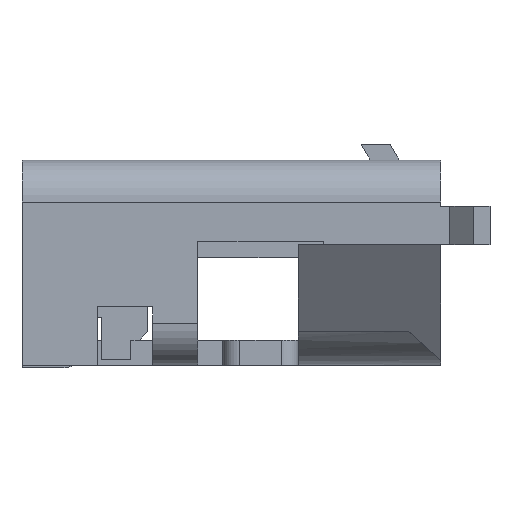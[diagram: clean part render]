
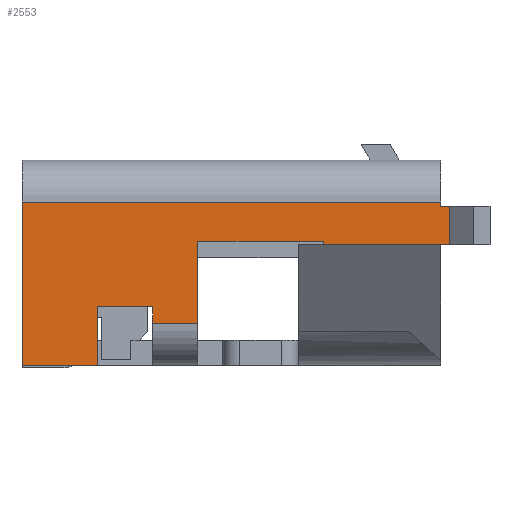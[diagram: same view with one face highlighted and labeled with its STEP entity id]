
A CAD part, left-side view. The second image highlights one B-rep face of the part: STEP entity #2553.
In plain terms, the highlighted planar face has unit normal (-1, 0, 0).
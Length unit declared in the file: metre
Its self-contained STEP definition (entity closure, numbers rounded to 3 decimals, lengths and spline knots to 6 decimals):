
#1515 = EDGE_CURVE( '', #4363, #4364, #4365, .T. );
#1677 = EDGE_CURVE( '', #4653, #4654, #4655, .T. );
#1731 = EDGE_CURVE( '', #4690, #4363, #4743, .T. );
#1755 = EDGE_CURVE( '', #4782, #4783, #4784, .T. );
#1829 = EDGE_CURVE( '', #4782, #4905, #4906, .T. );
#1861 = EDGE_CURVE( '', #4953, #4954, #4955, .T. );
#2103 = EDGE_CURVE( '', #4364, #5326, #5327, .T. );
#2281 = EDGE_CURVE( '', #4690, #5593, #5594, .T. );
#2435 = EDGE_CURVE( '', #5820, #4954, #5821, .T. );
#2553 = ADVANCED_FACE( '', ( #5980 ), #5981, .T. );
#3013 = EDGE_CURVE( '', #5326, #4953, #6580, .T. );
#3187 = EDGE_CURVE( '', #4905, #5820, #6788, .T. );
#3211 = EDGE_CURVE( '', #4783, #6815, #6816, .T. );
#3465 = EDGE_CURVE( '', #5593, #4654, #7123, .T. );
#3695 = EDGE_CURVE( '', #6643, #6815, #7391, .T. );
#3821 = EDGE_CURVE( '', #4653, #6643, #7536, .T. );
#4363 = VERTEX_POINT( '', #8198 );
#4364 = VERTEX_POINT( '', #8199 );
#4365 = LINE( '', #8200, #8201 );
#4653 = VERTEX_POINT( '', #8611 );
#4654 = VERTEX_POINT( '', #8612 );
#4655 = LINE( '', #8613, #8614 );
#4690 = VERTEX_POINT( '', #8666 );
#4743 = LINE( '', #8735, #8736 );
#4782 = VERTEX_POINT( '', #8791 );
#4783 = VERTEX_POINT( '', #8792 );
#4784 = LINE( '', #8793, #8794 );
#4905 = VERTEX_POINT( '', #8966 );
#4906 = LINE( '', #8967, #8968 );
#4953 = VERTEX_POINT( '', #9038 );
#4954 = VERTEX_POINT( '', #9039 );
#4955 = LINE( '', #9040, #9041 );
#5326 = VERTEX_POINT( '', #9581 );
#5327 = LINE( '', #9582, #9583 );
#5593 = VERTEX_POINT( '', #9977 );
#5594 = LINE( '', #9978, #9979 );
#5820 = VERTEX_POINT( '', #10315 );
#5821 = LINE( '', #10316, #10317 );
#5980 = FACE_OUTER_BOUND( '', #10555, .T. );
#5981 = PLANE( '', #10556 );
#6580 = LINE( '', #11485, #11486 );
#6643 = VERTEX_POINT( '', #11584 );
#6788 = LINE( '', #11816, #11817 );
#6815 = VERTEX_POINT( '', #11861 );
#6816 = LINE( '', #11862, #11863 );
#7123 = LINE( '', #12326, #12327 );
#7391 = LINE( '', #12752, #12753 );
#7536 = LINE( '', #12979, #12980 );
#8198 = CARTESIAN_POINT( '', ( -0.00375, 0.0019, 0.000036 ) );
#8199 = CARTESIAN_POINT( '', ( -0.00375, 0.0019, 0.000736 ) );
#8200 = CARTESIAN_POINT( '', ( -0.00375, 0.0019, 0.000036 ) );
#8201 = VECTOR( '', #13733, 1. );
#8611 = CARTESIAN_POINT( '', ( -0.00375, -0.0022, 0.001936 ) );
#8612 = CARTESIAN_POINT( '', ( -0.00375, -0.0022, 0.001986 ) );
#8613 = CARTESIAN_POINT( '', ( -0.00375, -0.0022, 0.001936 ) );
#8614 = VECTOR( '', #13954, 1. );
#8666 = CARTESIAN_POINT( '', ( -0.00375, 0.0028, 0.000036 ) );
#8735 = CARTESIAN_POINT( '', ( -0.00375, 0.0028, 0.000036 ) );
#8736 = VECTOR( '', #14050, 1. );
#8791 = CARTESIAN_POINT( '', ( -0.00375, -0.0008, 0.001476 ) );
#8792 = CARTESIAN_POINT( '', ( -0.00375, -0.0022, 0.001476 ) );
#8793 = CARTESIAN_POINT( '', ( -0.00375, -0.0022, 0.001476 ) );
#8794 = VECTOR( '', #14090, 1. );
#8966 = CARTESIAN_POINT( '', ( -0.00375, -0.0008, 0.001516 ) );
#8967 = CARTESIAN_POINT( '', ( -0.00375, -0.0008, 0.000536 ) );
#8968 = VECTOR( '', #14200, 1. );
#9038 = CARTESIAN_POINT( '', ( -0.00375, 0.00124, 0.000536 ) );
#9039 = CARTESIAN_POINT( '', ( -0.00375, 0.0007, 0.000536 ) );
#9040 = CARTESIAN_POINT( '', ( -0.00375, 0.00124, 0.000536 ) );
#9041 = VECTOR( '', #14241, 1. );
#9581 = CARTESIAN_POINT( '', ( -0.00375, 0.00124, 0.000736 ) );
#9582 = CARTESIAN_POINT( '', ( -0.00375, 0.0019, 0.000736 ) );
#9583 = VECTOR( '', #14676, 1. );
#9977 = CARTESIAN_POINT( '', ( -0.00375, 0.0028, 0.001986 ) );
#9978 = CARTESIAN_POINT( '', ( -0.00375, 0.0028, 0.000036 ) );
#9979 = VECTOR( '', #14943, 1. );
#10315 = CARTESIAN_POINT( '', ( -0.00375, 0.0007, 0.001516 ) );
#10316 = CARTESIAN_POINT( '', ( -0.00375, 0.0007, 0.001516 ) );
#10317 = VECTOR( '', #15203, 1. );
#10555 = EDGE_LOOP( '', ( #15451, #15452, #15453, #15454, #15455, #15456, #15457, #15458, #15459, #15460, #15461, #15462, #15463, #15464, #15465 ) );
#10556 = AXIS2_PLACEMENT_3D( '', #15466, #15467, #15468 );
#11485 = CARTESIAN_POINT( '', ( -0.00375, 0.00124, 0.000736 ) );
#11486 = VECTOR( '', #16197, 1. );
#11584 = CARTESIAN_POINT( '', ( -0.00375, -0.002312, 0.001936 ) );
#11816 = CARTESIAN_POINT( '', ( -0.00375, -0.0008, 0.001516 ) );
#11817 = VECTOR( '', #16496, 1. );
#11861 = CARTESIAN_POINT( '', ( -0.00375, -0.002312, 0.001476 ) );
#11862 = CARTESIAN_POINT( '', ( -0.00375, -0.0022, 0.001476 ) );
#11863 = VECTOR( '', #16528, 1. );
#12326 = CARTESIAN_POINT( '', ( -0.00375, 0.0028, 0.001986 ) );
#12327 = VECTOR( '', #17078, 1. );
#12752 = CARTESIAN_POINT( '', ( -0.00375, -0.002312, 0.001936 ) );
#12753 = VECTOR( '', #17464, 1. );
#12979 = CARTESIAN_POINT( '', ( -0.00375, -0.0022, 0.001936 ) );
#12980 = VECTOR( '', #17697, 1. );
#13733 = DIRECTION( '', ( 0., 0., 1. ) );
#13954 = DIRECTION( '', ( 0., 0., 1. ) );
#14050 = DIRECTION( '', ( 0., -1., 0. ) );
#14090 = DIRECTION( '', ( 0., -1., 0. ) );
#14200 = DIRECTION( '', ( 0., 0., 1. ) );
#14241 = DIRECTION( '', ( 0., -1., 0. ) );
#14676 = DIRECTION( '', ( 0., -1., 0. ) );
#14943 = DIRECTION( '', ( 0., 0., 1. ) );
#15203 = DIRECTION( '', ( 0., 0., -1. ) );
#15451 = ORIENTED_EDGE( '', *, *, #1755, .T. );
#15452 = ORIENTED_EDGE( '', *, *, #3211, .T. );
#15453 = ORIENTED_EDGE( '', *, *, #3695, .F. );
#15454 = ORIENTED_EDGE( '', *, *, #3821, .F. );
#15455 = ORIENTED_EDGE( '', *, *, #1677, .T. );
#15456 = ORIENTED_EDGE( '', *, *, #3465, .F. );
#15457 = ORIENTED_EDGE( '', *, *, #2281, .F. );
#15458 = ORIENTED_EDGE( '', *, *, #1731, .T. );
#15459 = ORIENTED_EDGE( '', *, *, #1515, .T. );
#15460 = ORIENTED_EDGE( '', *, *, #2103, .T. );
#15461 = ORIENTED_EDGE( '', *, *, #3013, .T. );
#15462 = ORIENTED_EDGE( '', *, *, #1861, .T. );
#15463 = ORIENTED_EDGE( '', *, *, #2435, .F. );
#15464 = ORIENTED_EDGE( '', *, *, #3187, .F. );
#15465 = ORIENTED_EDGE( '', *, *, #1829, .F. );
#15466 = CARTESIAN_POINT( '', ( -0.00375, -0.0022, 0.001986 ) );
#15467 = DIRECTION( '', ( -1., 0., 0. ) );
#15468 = DIRECTION( '', ( 0., 0., 1. ) );
#16197 = DIRECTION( '', ( 0., 0., -1. ) );
#16496 = DIRECTION( '', ( 0., 1., 0. ) );
#16528 = DIRECTION( '', ( 0., -1., 0. ) );
#17078 = DIRECTION( '', ( 0., -1., 0. ) );
#17464 = DIRECTION( '', ( 0., 0., -1. ) );
#17697 = DIRECTION( '', ( 0., -1., 0. ) );
